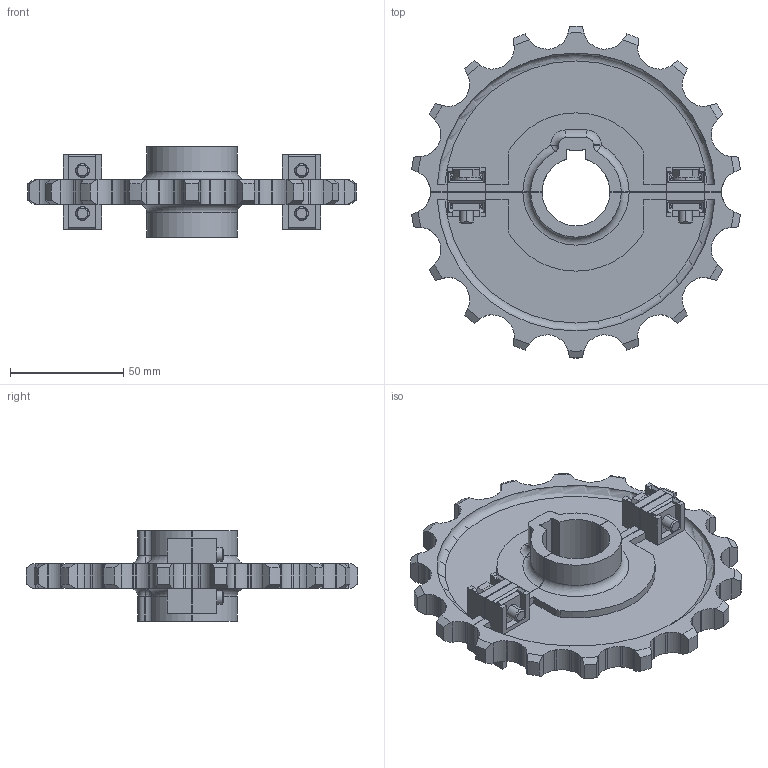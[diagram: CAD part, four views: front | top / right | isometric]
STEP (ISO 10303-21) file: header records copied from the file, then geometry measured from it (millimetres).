
FILE_DESCRIPTION (( 'STEP AP214' ), '1' );
FILE_NAME ('Rexnord-SSW_SIW 1050-749.82.25.STEP', '2019-03-07T18:17:48', ( '' ), ( '' ), 'SwSTEP 2.0', 'SolidWorks 2019', '' );
FILE_SCHEMA (( 'AUTOMOTIVE_DESIGN' ));
Length unit declared in the file: millimetre
Products named in the file (5): SQUARE NUT; 1050_SSW 1050 18-30; Rexnord-SSW_SIW 1050-749.82.25; WASHER; M6 HADWARE
Assembly tree (13 placements, depth 2):
  Rexnord-SSW_SIW 1050-749.82.25
    1050_SSW 1050 18-30
    WASHER  x4
    M6 HADWARE  x4
    SQUARE NUT  x4
Bounding box: 145.42 x 146.79 x 40 mm (x, y, z)
Volume: 130313.8 mm3; surface area: 61209.7 mm2
Topology: 14 solids, 14 shells, 606 faces, 1670 edges, 1092 vertices
Faces by surface type: plane 313, cylinder 229, cone 44, torus 16, bspline 4
Entity records: 18061 total; most frequent: CARTESIAN_POINT 3887, ORIENTED_EDGE 2984, DIRECTION 2934, EDGE_CURVE 1492, AXIS2_PLACEMENT_3D 1017, VERTEX_POINT 978, VECTOR 900, LINE 900
